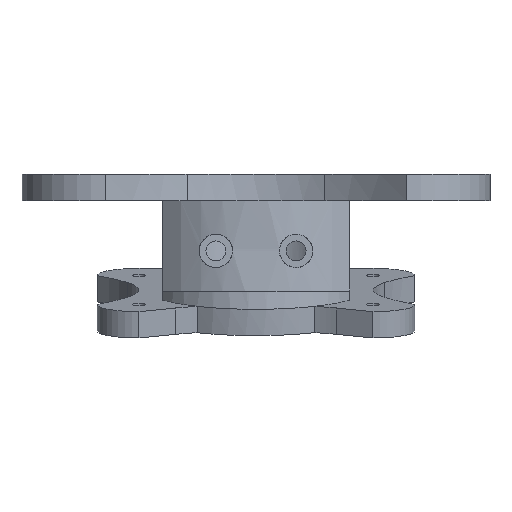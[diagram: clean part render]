
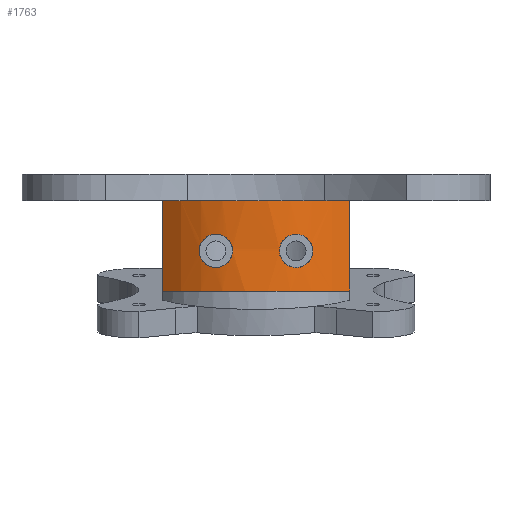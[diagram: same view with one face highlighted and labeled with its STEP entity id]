
A CAD part, left-side view. The second image highlights one B-rep face of the part: STEP entity #1763.
In plain terms, the highlighted cylindrical face has radius 41 mm (diameter 82 mm), a partial arc.
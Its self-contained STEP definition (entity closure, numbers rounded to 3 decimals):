
#121=FACE_BOUND('',#324,.T.);
#122=FACE_BOUND('',#325,.T.);
#209=FACE_OUTER_BOUND('',#323,.T.);
#323=EDGE_LOOP('',(#1273,#1274,#1275,#1276));
#324=EDGE_LOOP('',(#1277));
#325=EDGE_LOOP('',(#1278));
#447=B_SPLINE_CURVE_WITH_KNOTS('',3,(#2579,#2580,#2581,#2582,#2583,#2584,
#2585,#2586,#2587,#2588,#2589,#2590,#2591,#2592,#2593,#2594,#2595,#2596,
#2597,#2598,#2599,#2600,#2601,#2602,#2603,#2604,#2605,#2606,#2607,#2608,
#2609,#2610,#2611,#2612),.UNSPECIFIED.,.T.,.F.,(4,2,2,2,2,2,2,2,2,2,2,2,
2,2,2,2,4),(0.,0.189,0.377,0.578,0.779,
0.973,1.168,1.356,1.544,1.732,
1.92,2.114,2.309,2.51,2.711,
2.899,3.088),.UNSPECIFIED.);
#448=B_SPLINE_CURVE_WITH_KNOTS('',3,(#2621,#2622,#2623,#2624,#2625,#2626,
#2627,#2628,#2629,#2630,#2631,#2632,#2633,#2634,#2635,#2636,#2637,#2638,
#2639,#2640,#2641,#2642,#2643,#2644,#2645,#2646,#2647,#2648,#2649,#2650,
#2651,#2652,#2653,#2654),.UNSPECIFIED.,.T.,.F.,(4,2,2,2,2,2,2,2,2,2,2,2,
2,2,2,2,4),(0.,0.188,0.376,0.57,0.765,
0.966,1.167,1.355,1.544,1.732,
1.921,2.122,2.323,2.517,2.712,
2.9,3.088),.UNSPECIFIED.);
#509=LINE('',#2814,#597);
#510=LINE('',#2818,#598);
#597=VECTOR('',#2140,10.);
#598=VECTOR('',#2145,10.);
#677=CIRCLE('',#1893,41.);
#684=CIRCLE('',#1908,41.);
#740=VERTEX_POINT('',#2578);
#743=VERTEX_POINT('',#2620);
#761=VERTEX_POINT('',#2773);
#762=VERTEX_POINT('',#2775);
#774=VERTEX_POINT('',#2812);
#775=VERTEX_POINT('',#2816);
#919=EDGE_CURVE('',#740,#740,#447,.T.);
#923=EDGE_CURVE('',#743,#743,#448,.T.);
#949=EDGE_CURVE('',#761,#762,#677,.T.);
#968=EDGE_CURVE('',#774,#762,#509,.T.);
#969=EDGE_CURVE('',#774,#775,#684,.T.);
#970=EDGE_CURVE('',#775,#761,#510,.T.);
#1273=ORIENTED_EDGE('',*,*,#969,.F.);
#1274=ORIENTED_EDGE('',*,*,#968,.T.);
#1275=ORIENTED_EDGE('',*,*,#949,.F.);
#1276=ORIENTED_EDGE('',*,*,#970,.F.);
#1277=ORIENTED_EDGE('',*,*,#919,.T.);
#1278=ORIENTED_EDGE('',*,*,#923,.T.);
#1707=CYLINDRICAL_SURFACE('',#1907,41.);
#1763=ADVANCED_FACE('',(#209,#121,#122),#1707,.T.);
#1893=AXIS2_PLACEMENT_3D('',#2776,#2100,#2101);
#1907=AXIS2_PLACEMENT_3D('',#2815,#2141,#2142);
#1908=AXIS2_PLACEMENT_3D('',#2817,#2143,#2144);
#2100=DIRECTION('center_axis',(0.,0.,-1.));
#2101=DIRECTION('ref_axis',(1.,0.,0.));
#2140=DIRECTION('',(0.,0.,-1.));
#2141=DIRECTION('center_axis',(0.,0.,-1.));
#2142=DIRECTION('ref_axis',(-1.,-0.003,0.));
#2143=DIRECTION('center_axis',(0.,0.,1.));
#2144=DIRECTION('ref_axis',(1.,0.,0.));
#2145=DIRECTION('',(0.,0.,-1.));
#2578=CARTESIAN_POINT('',(-37.31,-17.,-15.));
#2579=CARTESIAN_POINT('Ctrl Pts',(-37.31,-17.,-15.));
#2580=CARTESIAN_POINT('Ctrl Pts',(-37.31,-17.,-15.629));
#2581=CARTESIAN_POINT('Ctrl Pts',(-37.368,-16.874,-16.294));
#2582=CARTESIAN_POINT('Ctrl Pts',(-37.589,-16.375,-17.508));
#2583=CARTESIAN_POINT('Ctrl Pts',(-37.751,-16.002,-18.058));
#2584=CARTESIAN_POINT('Ctrl Pts',(-38.109,-15.131,-18.951));
#2585=CARTESIAN_POINT('Ctrl Pts',(-38.332,-14.564,-19.346));
#2586=CARTESIAN_POINT('Ctrl Pts',(-38.782,-13.318,-19.87));
#2587=CARTESIAN_POINT('Ctrl Pts',(-39.009,-12.64,-20.));
#2588=CARTESIAN_POINT('Ctrl Pts',(-39.395,-11.379,-20.));
#2589=CARTESIAN_POINT('Ctrl Pts',(-39.582,-10.71,-19.877));
#2590=CARTESIAN_POINT('Ctrl Pts',(-39.897,-9.47,-19.364));
#2591=CARTESIAN_POINT('Ctrl Pts',(-40.025,-8.898,-18.974));
#2592=CARTESIAN_POINT('Ctrl Pts',(-40.212,-8.011,-18.077));
#2593=CARTESIAN_POINT('Ctrl Pts',(-40.285,-7.63,-17.519));
#2594=CARTESIAN_POINT('Ctrl Pts',(-40.377,-7.125,-16.293));
#2595=CARTESIAN_POINT('Ctrl Pts',(-40.398,-7.,-15.626));
#2596=CARTESIAN_POINT('Ctrl Pts',(-40.398,-7.,-14.374));
#2597=CARTESIAN_POINT('Ctrl Pts',(-40.377,-7.125,-13.707));
#2598=CARTESIAN_POINT('Ctrl Pts',(-40.285,-7.63,-12.481));
#2599=CARTESIAN_POINT('Ctrl Pts',(-40.212,-8.011,-11.923));
#2600=CARTESIAN_POINT('Ctrl Pts',(-40.025,-8.898,-11.026));
#2601=CARTESIAN_POINT('Ctrl Pts',(-39.897,-9.47,-10.636));
#2602=CARTESIAN_POINT('Ctrl Pts',(-39.582,-10.71,-10.123));
#2603=CARTESIAN_POINT('Ctrl Pts',(-39.395,-11.379,-10.));
#2604=CARTESIAN_POINT('Ctrl Pts',(-39.009,-12.64,-10.));
#2605=CARTESIAN_POINT('Ctrl Pts',(-38.782,-13.318,-10.13));
#2606=CARTESIAN_POINT('Ctrl Pts',(-38.332,-14.564,-10.654));
#2607=CARTESIAN_POINT('Ctrl Pts',(-38.109,-15.131,-11.049));
#2608=CARTESIAN_POINT('Ctrl Pts',(-37.751,-16.002,-11.942));
#2609=CARTESIAN_POINT('Ctrl Pts',(-37.589,-16.375,-12.492));
#2610=CARTESIAN_POINT('Ctrl Pts',(-37.368,-16.874,-13.706));
#2611=CARTESIAN_POINT('Ctrl Pts',(-37.31,-17.,-14.371));
#2612=CARTESIAN_POINT('Ctrl Pts',(-37.31,-17.,-15.));
#2620=CARTESIAN_POINT('',(-40.398,7.,-15.));
#2621=CARTESIAN_POINT('Ctrl Pts',(-40.398,7.,-15.));
#2622=CARTESIAN_POINT('Ctrl Pts',(-40.398,7.,-15.626));
#2623=CARTESIAN_POINT('Ctrl Pts',(-40.377,7.125,-16.293));
#2624=CARTESIAN_POINT('Ctrl Pts',(-40.285,7.63,-17.519));
#2625=CARTESIAN_POINT('Ctrl Pts',(-40.212,8.011,-18.077));
#2626=CARTESIAN_POINT('Ctrl Pts',(-40.025,8.898,-18.974));
#2627=CARTESIAN_POINT('Ctrl Pts',(-39.897,9.47,-19.364));
#2628=CARTESIAN_POINT('Ctrl Pts',(-39.582,10.71,-19.877));
#2629=CARTESIAN_POINT('Ctrl Pts',(-39.395,11.379,-20.));
#2630=CARTESIAN_POINT('Ctrl Pts',(-39.009,12.64,-20.));
#2631=CARTESIAN_POINT('Ctrl Pts',(-38.782,13.318,-19.87));
#2632=CARTESIAN_POINT('Ctrl Pts',(-38.332,14.564,-19.346));
#2633=CARTESIAN_POINT('Ctrl Pts',(-38.109,15.131,-18.951));
#2634=CARTESIAN_POINT('Ctrl Pts',(-37.751,16.002,-18.058));
#2635=CARTESIAN_POINT('Ctrl Pts',(-37.589,16.375,-17.508));
#2636=CARTESIAN_POINT('Ctrl Pts',(-37.368,16.874,-16.294));
#2637=CARTESIAN_POINT('Ctrl Pts',(-37.31,17.,-15.629));
#2638=CARTESIAN_POINT('Ctrl Pts',(-37.31,17.,-14.371));
#2639=CARTESIAN_POINT('Ctrl Pts',(-37.368,16.874,-13.706));
#2640=CARTESIAN_POINT('Ctrl Pts',(-37.589,16.375,-12.492));
#2641=CARTESIAN_POINT('Ctrl Pts',(-37.751,16.002,-11.942));
#2642=CARTESIAN_POINT('Ctrl Pts',(-38.109,15.131,-11.049));
#2643=CARTESIAN_POINT('Ctrl Pts',(-38.332,14.564,-10.654));
#2644=CARTESIAN_POINT('Ctrl Pts',(-38.782,13.318,-10.13));
#2645=CARTESIAN_POINT('Ctrl Pts',(-39.009,12.64,-10.));
#2646=CARTESIAN_POINT('Ctrl Pts',(-39.395,11.379,-10.));
#2647=CARTESIAN_POINT('Ctrl Pts',(-39.582,10.71,-10.123));
#2648=CARTESIAN_POINT('Ctrl Pts',(-39.897,9.47,-10.636));
#2649=CARTESIAN_POINT('Ctrl Pts',(-40.025,8.898,-11.026));
#2650=CARTESIAN_POINT('Ctrl Pts',(-40.212,8.011,-11.923));
#2651=CARTESIAN_POINT('Ctrl Pts',(-40.285,7.63,-12.481));
#2652=CARTESIAN_POINT('Ctrl Pts',(-40.377,7.125,-13.707));
#2653=CARTESIAN_POINT('Ctrl Pts',(-40.398,7.,-14.374));
#2654=CARTESIAN_POINT('Ctrl Pts',(-40.398,7.,-15.));
#2773=CARTESIAN_POINT('',(-29.906,-28.047,-27.));
#2775=CARTESIAN_POINT('',(-30.067,27.875,-27.));
#2776=CARTESIAN_POINT('Origin',(0.,0.,-27.));
#2812=CARTESIAN_POINT('',(-30.067,27.875,0.));
#2814=CARTESIAN_POINT('',(-30.067,27.875,0.));
#2815=CARTESIAN_POINT('Origin',(0.,0.,0.));
#2816=CARTESIAN_POINT('',(-29.906,-28.047,0.));
#2817=CARTESIAN_POINT('Origin',(0.,0.,0.));
#2818=CARTESIAN_POINT('',(-29.906,-28.047,0.));
